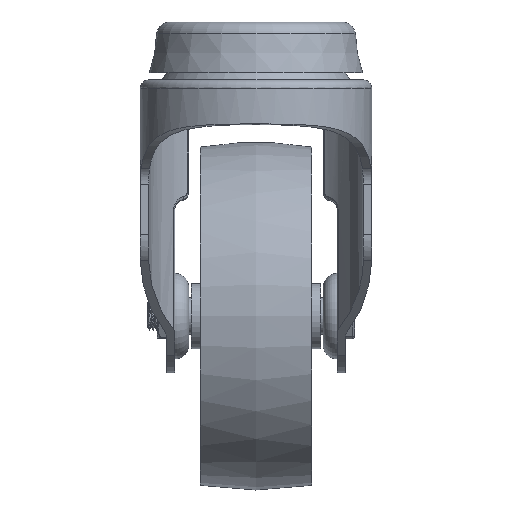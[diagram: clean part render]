
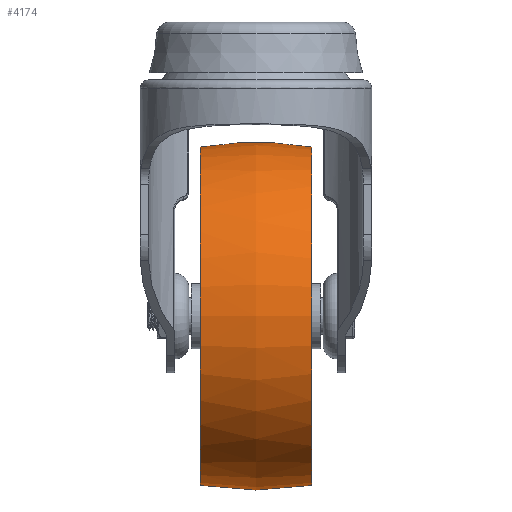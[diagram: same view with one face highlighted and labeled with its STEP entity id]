
A CAD part, left-side view. The second image highlights one B-rep face of the part: STEP entity #4174.
In plain terms, the highlighted free-form (B-spline) face has degree [2, 2] with [3, 9] control points.
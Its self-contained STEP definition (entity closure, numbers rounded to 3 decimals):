
#16=(
BOUNDED_SURFACE()
B_SPLINE_SURFACE(2,2,((#10487,#10488,#10489,#10490,#10491,#10492,#10493,
#10494,#10495),(#10496,#10497,#10498,#10499,#10500,#10501,#10502,#10503,
#10504),(#10505,#10506,#10507,#10508,#10509,#10510,#10511,#10512,#10513)),
 .UNSPECIFIED.,.F.,.T.,.F.)
B_SPLINE_SURFACE_WITH_KNOTS((3,3),(3,2,2,2,3),(-0.166,0.166),
(-3.142,-1.571,0.,1.571,3.142),
 .UNSPECIFIED.)
GEOMETRIC_REPRESENTATION_ITEM()
RATIONAL_B_SPLINE_SURFACE(((1.,0.707,1.,0.707,1.,
0.707,1.,0.707,1.),(0.986,0.697,
0.986,0.697,0.986,0.697,
0.986,0.697,0.986),(1.,0.707,
1.,0.707,1.,0.707,1.,0.707,1.)))
REPRESENTATION_ITEM('')
SURFACE()
);
#527=FACE_OUTER_BOUND('',#810,.T.);
#810=EDGE_LOOP('',(#3159,#3160,#3161,#3162));
#1088=CIRCLE('',#4621,36.5);
#1089=CIRCLE('',#4622,72.5);
#1090=CIRCLE('',#4623,36.5);
#1803=VERTEX_POINT('',#10514);
#1804=VERTEX_POINT('',#10516);
#2290=EDGE_CURVE('',#1803,#1803,#1088,.T.);
#2291=EDGE_CURVE('',#1803,#1804,#1089,.T.);
#2292=EDGE_CURVE('',#1804,#1804,#1090,.T.);
#3159=ORIENTED_EDGE('',*,*,#2290,.F.);
#3160=ORIENTED_EDGE('',*,*,#2291,.T.);
#3161=ORIENTED_EDGE('',*,*,#2292,.T.);
#3162=ORIENTED_EDGE('',*,*,#2291,.F.);
#4174=ADVANCED_FACE('',(#527),#16,.F.);
#4621=AXIS2_PLACEMENT_3D('',#10515,#5466,#5467);
#4622=AXIS2_PLACEMENT_3D('',#10517,#5468,#5469);
#4623=AXIS2_PLACEMENT_3D('',#10518,#5470,#5471);
#5466=DIRECTION('center_axis',(0.,1.,0.));
#5467=DIRECTION('ref_axis',(-1.,0.,0.));
#5468=DIRECTION('center_axis',(1.,0.,0.));
#5469=DIRECTION('ref_axis',(0.,0.,1.));
#5470=DIRECTION('center_axis',(0.,1.,0.));
#5471=DIRECTION('ref_axis',(-1.,0.,0.));
#10487=CARTESIAN_POINT('Ctrl Pts',(0.,-12.,36.5));
#10488=CARTESIAN_POINT('Ctrl Pts',(36.5,-12.,36.5));
#10489=CARTESIAN_POINT('Ctrl Pts',(36.5,-12.,0.));
#10490=CARTESIAN_POINT('Ctrl Pts',(36.5,-12.,-36.5));
#10491=CARTESIAN_POINT('Ctrl Pts',(0.,-12.,-36.5));
#10492=CARTESIAN_POINT('Ctrl Pts',(-36.5,-12.,
-36.5));
#10493=CARTESIAN_POINT('Ctrl Pts',(-36.5,-12.,
0.));
#10494=CARTESIAN_POINT('Ctrl Pts',(-36.5,-12.,
36.5));
#10495=CARTESIAN_POINT('Ctrl Pts',(0.,-12.,36.5));
#10496=CARTESIAN_POINT('Ctrl Pts',(0.,0.,38.514));
#10497=CARTESIAN_POINT('Ctrl Pts',(38.514,0.,
38.514));
#10498=CARTESIAN_POINT('Ctrl Pts',(38.514,0.,
0.));
#10499=CARTESIAN_POINT('Ctrl Pts',(38.514,0.,
-38.514));
#10500=CARTESIAN_POINT('Ctrl Pts',(0.,0.,-38.514));
#10501=CARTESIAN_POINT('Ctrl Pts',(-38.514,0.,
-38.514));
#10502=CARTESIAN_POINT('Ctrl Pts',(-38.514,0.,
0.));
#10503=CARTESIAN_POINT('Ctrl Pts',(-38.514,0.,
38.514));
#10504=CARTESIAN_POINT('Ctrl Pts',(0.,0.,38.514));
#10505=CARTESIAN_POINT('Ctrl Pts',(0.,12.,36.5));
#10506=CARTESIAN_POINT('Ctrl Pts',(36.5,12.,36.5));
#10507=CARTESIAN_POINT('Ctrl Pts',(36.5,12.,0.));
#10508=CARTESIAN_POINT('Ctrl Pts',(36.5,12.,-36.5));
#10509=CARTESIAN_POINT('Ctrl Pts',(0.,12.,-36.5));
#10510=CARTESIAN_POINT('Ctrl Pts',(-36.5,12.,-36.5));
#10511=CARTESIAN_POINT('Ctrl Pts',(-36.5,12.,0.));
#10512=CARTESIAN_POINT('Ctrl Pts',(-36.5,12.,36.5));
#10513=CARTESIAN_POINT('Ctrl Pts',(0.,12.,36.5));
#10514=CARTESIAN_POINT('',(0.,12.,36.5));
#10515=CARTESIAN_POINT('Origin',(0.,12.,0.));
#10516=CARTESIAN_POINT('',(0.,-12.,36.5));
#10517=CARTESIAN_POINT('Origin',(0.,0.,
-35.));
#10518=CARTESIAN_POINT('Origin',(0.,-12.,0.));
